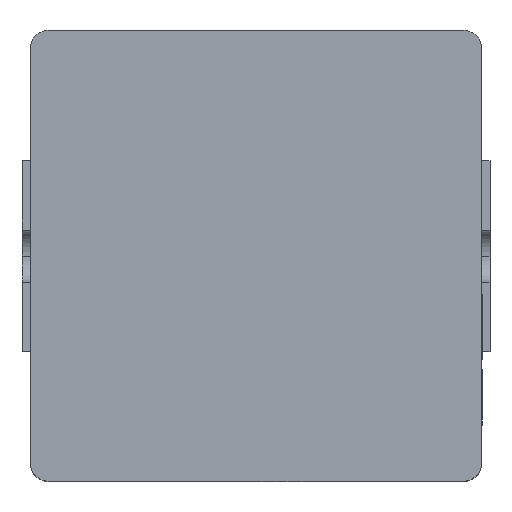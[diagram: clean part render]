
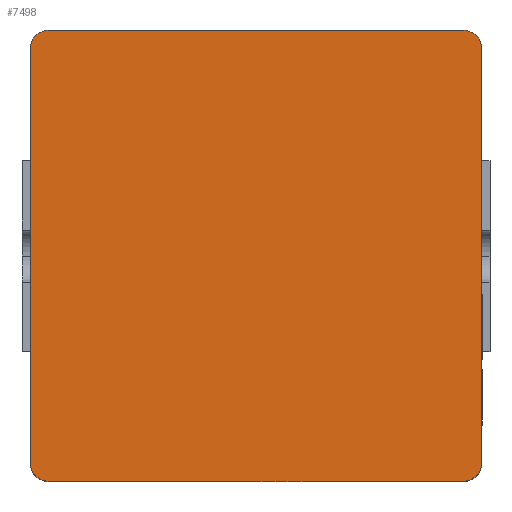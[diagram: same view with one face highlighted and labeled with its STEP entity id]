
A CAD part, top view. The second image highlights one B-rep face of the part: STEP entity #7498.
In plain terms, the highlighted planar face has unit normal (0, 0, 1).
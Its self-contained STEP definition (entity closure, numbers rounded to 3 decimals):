
#219 = DIRECTION ( 'NONE',  ( 0., 0., 1. ) ) ;
#225 = VERTEX_POINT ( 'NONE', #1187 ) ;
#285 = CARTESIAN_POINT ( 'NONE',  ( -2.4, 2.4, 2.8 ) ) ;
#335 = CIRCLE ( 'NONE', #7149, 0.2 ) ;
#1187 = CARTESIAN_POINT ( 'NONE',  ( -2.6, -2.4, 2.8 ) ) ;
#1210 = CARTESIAN_POINT ( 'NONE',  ( 2.4, -2.4, 2.8 ) ) ;
#1264 = FACE_OUTER_BOUND ( 'NONE', #10188, .T. ) ;
#1321 = CIRCLE ( 'NONE', #6928, 0.2 ) ;
#1339 = VECTOR ( 'NONE', #10279, 1000. ) ;
#1368 = CARTESIAN_POINT ( 'NONE',  ( 2.4, -2.6, 2.8 ) ) ;
#1456 = PLANE ( 'NONE',  #4624 ) ;
#1538 = AXIS2_PLACEMENT_3D ( 'NONE', #10125, #8423, #10500 ) ;
#2783 = CIRCLE ( 'NONE', #1538, 0.2 ) ;
#2889 = VERTEX_POINT ( 'NONE', #12538 ) ;
#3234 = DIRECTION ( 'NONE',  ( 1., 0., 0. ) ) ;
#3291 = DIRECTION ( 'NONE',  ( 0., 0., 1. ) ) ;
#3431 = ORIENTED_EDGE ( 'NONE', *, *, #7924, .T. ) ;
#3598 = CARTESIAN_POINT ( 'NONE',  ( 2.6, -2.4, 2.8 ) ) ;
#3858 = VERTEX_POINT ( 'NONE', #11388 ) ;
#3978 = VERTEX_POINT ( 'NONE', #9788 ) ;
#4075 = DIRECTION ( 'NONE',  ( 0., -1., 0. ) ) ;
#4133 = DIRECTION ( 'NONE',  ( 0., 0., 1. ) ) ;
#4624 = AXIS2_PLACEMENT_3D ( 'NONE', #12174, #3291, #11184 ) ;
#4908 = CARTESIAN_POINT ( 'NONE',  ( -2.6, 2.6, 2.8 ) ) ;
#5030 = LINE ( 'NONE', #4908, #12649 ) ;
#5505 = AXIS2_PLACEMENT_3D ( 'NONE', #10577, #10646, #9680 ) ;
#5567 = ORIENTED_EDGE ( 'NONE', *, *, #9346, .T. ) ;
#5600 = EDGE_CURVE ( 'NONE', #3978, #225, #5030, .T. ) ;
#6239 = CARTESIAN_POINT ( 'NONE',  ( -2.4, 2.6, 2.8 ) ) ;
#6436 = CARTESIAN_POINT ( 'NONE',  ( -2.6, 2.6, 2.8 ) ) ;
#6692 = VERTEX_POINT ( 'NONE', #3598 ) ;
#6744 = EDGE_CURVE ( 'NONE', #3858, #10525, #8100, .T. ) ;
#6928 = AXIS2_PLACEMENT_3D ( 'NONE', #285, #219, #11287 ) ;
#6951 = CARTESIAN_POINT ( 'NONE',  ( 2.6, 2.6, 2.8 ) ) ;
#7149 = AXIS2_PLACEMENT_3D ( 'NONE', #1210, #4133, #3234 ) ;
#7221 = ORIENTED_EDGE ( 'NONE', *, *, #9868, .T. ) ;
#7350 = CIRCLE ( 'NONE', #5505, 0.2 ) ;
#7498 = ADVANCED_FACE ( 'NONE', ( #1264 ), #1456, .T. ) ;
#7771 = VECTOR ( 'NONE', #9898, 1000. ) ;
#7924 = EDGE_CURVE ( 'NONE', #11298, #3978, #1321, .T. ) ;
#8046 = DIRECTION ( 'NONE',  ( 0., 1., 0. ) ) ;
#8100 = LINE ( 'NONE', #12140, #7771 ) ;
#8263 = ORIENTED_EDGE ( 'NONE', *, *, #9511, .T. ) ;
#8423 = DIRECTION ( 'NONE',  ( 0., 0., 1. ) ) ;
#8546 = EDGE_CURVE ( 'NONE', #2889, #11737, #7350, .T. ) ;
#8728 = ORIENTED_EDGE ( 'NONE', *, *, #5600, .T. ) ;
#9081 = LINE ( 'NONE', #6951, #10191 ) ;
#9158 = LINE ( 'NONE', #6436, #1339 ) ;
#9346 = EDGE_CURVE ( 'NONE', #11737, #11298, #9158, .T. ) ;
#9511 = EDGE_CURVE ( 'NONE', #225, #3858, #2783, .T. ) ;
#9680 = DIRECTION ( 'NONE',  ( 1., 0., 0. ) ) ;
#9788 = CARTESIAN_POINT ( 'NONE',  ( -2.6, 2.4, 2.8 ) ) ;
#9868 = EDGE_CURVE ( 'NONE', #10525, #6692, #335, .T. ) ;
#9898 = DIRECTION ( 'NONE',  ( 1., 0., 0. ) ) ;
#10125 = CARTESIAN_POINT ( 'NONE',  ( -2.4, -2.4, 2.8 ) ) ;
#10188 = EDGE_LOOP ( 'NONE', ( #8728, #8263, #12209, #7221, #11275, #10409, #5567, #3431 ) ) ;
#10191 = VECTOR ( 'NONE', #8046, 1000. ) ;
#10279 = DIRECTION ( 'NONE',  ( -1., 0., 0. ) ) ;
#10409 = ORIENTED_EDGE ( 'NONE', *, *, #8546, .T. ) ;
#10500 = DIRECTION ( 'NONE',  ( 1., 0., 0. ) ) ;
#10525 = VERTEX_POINT ( 'NONE', #1368 ) ;
#10577 = CARTESIAN_POINT ( 'NONE',  ( 2.4, 2.4, 2.8 ) ) ;
#10646 = DIRECTION ( 'NONE',  ( 0., 0., 1. ) ) ;
#11122 = CARTESIAN_POINT ( 'NONE',  ( 2.4, 2.6, 2.8 ) ) ;
#11184 = DIRECTION ( 'NONE',  ( 1., 0., 0. ) ) ;
#11275 = ORIENTED_EDGE ( 'NONE', *, *, #11563, .T. ) ;
#11287 = DIRECTION ( 'NONE',  ( 1., 0., 0. ) ) ;
#11298 = VERTEX_POINT ( 'NONE', #6239 ) ;
#11388 = CARTESIAN_POINT ( 'NONE',  ( -2.4, -2.6, 2.8 ) ) ;
#11563 = EDGE_CURVE ( 'NONE', #6692, #2889, #9081, .T. ) ;
#11737 = VERTEX_POINT ( 'NONE', #11122 ) ;
#12140 = CARTESIAN_POINT ( 'NONE',  ( -2.6, -2.6, 2.8 ) ) ;
#12174 = CARTESIAN_POINT ( 'NONE',  ( 0., 0., 2.8 ) ) ;
#12209 = ORIENTED_EDGE ( 'NONE', *, *, #6744, .T. ) ;
#12538 = CARTESIAN_POINT ( 'NONE',  ( 2.6, 2.4, 2.8 ) ) ;
#12649 = VECTOR ( 'NONE', #4075, 1000. ) ;
